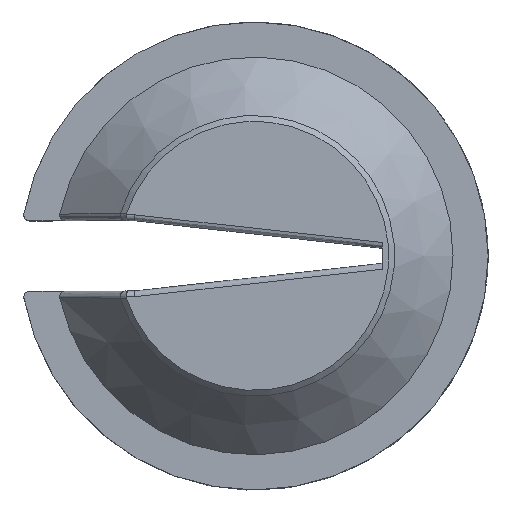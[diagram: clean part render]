
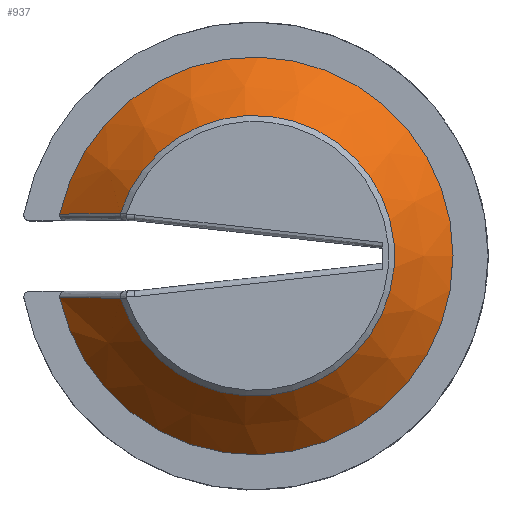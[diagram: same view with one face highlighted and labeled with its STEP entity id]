
A CAD part, top view. The second image highlights one B-rep face of the part: STEP entity #937.
In plain terms, the highlighted conical face has half-angle 41.76 degrees and reference radius 26.988 mm.
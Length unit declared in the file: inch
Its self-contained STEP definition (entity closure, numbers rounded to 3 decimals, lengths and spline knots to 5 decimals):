
#52=CONICAL_SURFACE('',#1019,1.0625,0.729);
#87=FACE_OUTER_BOUND('',#139,.T.);
#139=EDGE_LOOP('',(#781,#782,#783,#784,#785,#786,#787,#788,#789,#790));
#187=CIRCLE('',#1018,0.75);
#188=CIRCLE('',#1020,1.0625);
#291=B_SPLINE_CURVE_WITH_KNOTS('',3,(#1665,#1666,#1667,#1668),
 .UNSPECIFIED.,.F.,.F.,(4,4),(-2.15841,-2.15801),
 .UNSPECIFIED.);
#292=B_SPLINE_CURVE_WITH_KNOTS('',3,(#1670,#1671,#1672,#1673),
 .UNSPECIFIED.,.F.,.F.,(4,4),(-2.15801,-0.9486),
 .UNSPECIFIED.);
#296=B_SPLINE_CURVE_WITH_KNOTS('',3,(#1756,#1757,#1758,#1759),
 .UNSPECIFIED.,.F.,.F.,(4,4),(0.15542,0.16199),
 .UNSPECIFIED.);
#321=B_SPLINE_CURVE_WITH_KNOTS('',3,(#2143,#2144,#2145,#2146),
 .UNSPECIFIED.,.F.,.F.,(4,4),(-1.53663,-0.32723),
 .UNSPECIFIED.);
#322=B_SPLINE_CURVE_WITH_KNOTS('',3,(#2148,#2149,#2150,#2151),
 .UNSPECIFIED.,.F.,.F.,(4,4),(-0.32723,-0.32683),
 .UNSPECIFIED.);
#331=B_SPLINE_CURVE_WITH_KNOTS('',3,(#2369,#2370,#2371,#2372),
 .UNSPECIFIED.,.F.,.F.,(4,4),(0.14885,0.15542),
 .UNSPECIFIED.);
#333=B_SPLINE_CURVE_WITH_KNOTS('',3,(#2382,#2383,#2384,#2385),
 .UNSPECIFIED.,.F.,.F.,(4,4),(0.15419,0.15864),
 .UNSPECIFIED.);
#335=B_SPLINE_CURVE_WITH_KNOTS('',3,(#2400,#2401,#2402,#2403),
 .UNSPECIFIED.,.F.,.F.,(4,4),(0.44648,0.45093),
 .UNSPECIFIED.);
#388=VERTEX_POINT('',#1638);
#389=VERTEX_POINT('',#1664);
#390=VERTEX_POINT('',#1669);
#394=VERTEX_POINT('',#1754);
#422=VERTEX_POINT('',#2107);
#423=VERTEX_POINT('',#2142);
#424=VERTEX_POINT('',#2147);
#430=VERTEX_POINT('',#2368);
#432=VERTEX_POINT('',#2380);
#434=VERTEX_POINT('',#2398);
#497=EDGE_CURVE('',#388,#389,#291,.T.);
#498=EDGE_CURVE('',#389,#390,#292,.T.);
#504=EDGE_CURVE('',#394,#388,#296,.T.);
#546=EDGE_CURVE('',#422,#423,#321,.T.);
#547=EDGE_CURVE('',#423,#424,#322,.T.);
#557=EDGE_CURVE('',#424,#430,#331,.T.);
#561=EDGE_CURVE('',#432,#422,#333,.T.);
#566=EDGE_CURVE('',#394,#430,#187,.T.);
#567=EDGE_CURVE('',#432,#434,#188,.T.);
#568=EDGE_CURVE('',#390,#434,#335,.T.);
#781=ORIENTED_EDGE('',*,*,#546,.F.);
#782=ORIENTED_EDGE('',*,*,#561,.F.);
#783=ORIENTED_EDGE('',*,*,#567,.T.);
#784=ORIENTED_EDGE('',*,*,#568,.F.);
#785=ORIENTED_EDGE('',*,*,#498,.F.);
#786=ORIENTED_EDGE('',*,*,#497,.F.);
#787=ORIENTED_EDGE('',*,*,#504,.F.);
#788=ORIENTED_EDGE('',*,*,#566,.T.);
#789=ORIENTED_EDGE('',*,*,#557,.F.);
#790=ORIENTED_EDGE('',*,*,#547,.F.);
#937=ADVANCED_FACE('',(#87),#52,.T.);
#1018=AXIS2_PLACEMENT_3D('',#2396,#1164,#1165);
#1019=AXIS2_PLACEMENT_3D('',#2397,#1166,#1167);
#1020=AXIS2_PLACEMENT_3D('',#2399,#1168,#1169);
#1164=DIRECTION('center_axis',(0.,0.,-1.));
#1165=DIRECTION('ref_axis',(1.,0.,0.));
#1166=DIRECTION('center_axis',(0.,0.,-1.));
#1167=DIRECTION('ref_axis',(1.,0.,0.));
#1168=DIRECTION('center_axis',(0.,0.,1.));
#1169=DIRECTION('ref_axis',(1.,0.,0.));
#1638=CARTESIAN_POINT('',(-0.7151,0.22577,0.50011));
#1664=CARTESIAN_POINT('',(-0.71521,0.22577,0.5));
#1665=CARTESIAN_POINT('Ctrl Pts',(-0.71511,0.22577,
0.50011));
#1666=CARTESIAN_POINT('Ctrl Pts',(-0.71514,0.22577,
0.50008));
#1667=CARTESIAN_POINT('Ctrl Pts',(-0.71518,0.22577,
0.50004));
#1668=CARTESIAN_POINT('Ctrl Pts',(-0.71521,0.22577,
0.5));
#1669=CARTESIAN_POINT('',(-1.03864,0.22366,0.15005));
#1670=CARTESIAN_POINT('Ctrl Pts',(-0.71521,0.22577,
0.5));
#1671=CARTESIAN_POINT('Ctrl Pts',(-0.82401,0.22477,
0.38415));
#1672=CARTESIAN_POINT('Ctrl Pts',(-0.9315,0.22415,
0.26725));
#1673=CARTESIAN_POINT('Ctrl Pts',(-1.03864,0.22366,0.15005));
#1754=CARTESIAN_POINT('',(-0.71442,0.22826,0.5));
#1756=CARTESIAN_POINT('Ctrl Pts',(-0.71442,0.22826,
0.5));
#1757=CARTESIAN_POINT('Ctrl Pts',(-0.71468,0.22744,
0.5));
#1758=CARTESIAN_POINT('Ctrl Pts',(-0.71491,0.22661,
0.50004));
#1759=CARTESIAN_POINT('Ctrl Pts',(-0.7151,0.22577,
0.50011));
#2107=CARTESIAN_POINT('',(-1.03864,-0.22366,0.15005));
#2142=CARTESIAN_POINT('',(-0.71521,-0.22577,0.5));
#2143=CARTESIAN_POINT('Ctrl Pts',(-1.03864,-0.22366,0.15005));
#2144=CARTESIAN_POINT('Ctrl Pts',(-0.9315,-0.22415,
0.26725));
#2145=CARTESIAN_POINT('Ctrl Pts',(-0.82401,-0.22477,
0.38415));
#2146=CARTESIAN_POINT('Ctrl Pts',(-0.71521,-0.22577,
0.5));
#2147=CARTESIAN_POINT('',(-0.7151,-0.22577,0.50011));
#2148=CARTESIAN_POINT('Ctrl Pts',(-0.71521,-0.22577,
0.5));
#2149=CARTESIAN_POINT('Ctrl Pts',(-0.71518,-0.22577,
0.50004));
#2150=CARTESIAN_POINT('Ctrl Pts',(-0.71514,-0.22577,
0.50008));
#2151=CARTESIAN_POINT('Ctrl Pts',(-0.71511,-0.22577,
0.50011));
#2368=CARTESIAN_POINT('',(-0.71442,-0.22826,0.5));
#2369=CARTESIAN_POINT('Ctrl Pts',(-0.7151,-0.22577,
0.50011));
#2370=CARTESIAN_POINT('Ctrl Pts',(-0.71491,-0.22661,
0.50004));
#2371=CARTESIAN_POINT('Ctrl Pts',(-0.71468,-0.22744,
0.5));
#2372=CARTESIAN_POINT('Ctrl Pts',(-0.71442,-0.22826,
0.5));
#2380=CARTESIAN_POINT('',(-1.03832,-0.22538,0.15));
#2382=CARTESIAN_POINT('Ctrl Pts',(-1.03832,-0.22538,
0.15));
#2383=CARTESIAN_POINT('Ctrl Pts',(-1.03844,-0.22481,
0.15));
#2384=CARTESIAN_POINT('Ctrl Pts',(-1.03855,-0.22423,
0.15002));
#2385=CARTESIAN_POINT('Ctrl Pts',(-1.03864,-0.22366,
0.15005));
#2396=CARTESIAN_POINT('Origin',(0.,0.,0.5));
#2397=CARTESIAN_POINT('Origin',(0.,0.,0.15));
#2398=CARTESIAN_POINT('',(-1.03832,0.22538,0.15));
#2399=CARTESIAN_POINT('Origin',(0.,0.,0.15));
#2400=CARTESIAN_POINT('Ctrl Pts',(-1.03864,0.22366,0.15005));
#2401=CARTESIAN_POINT('Ctrl Pts',(-1.03855,0.22423,0.15002));
#2402=CARTESIAN_POINT('Ctrl Pts',(-1.03844,0.22481,0.15));
#2403=CARTESIAN_POINT('Ctrl Pts',(-1.03832,0.22538,0.15));
